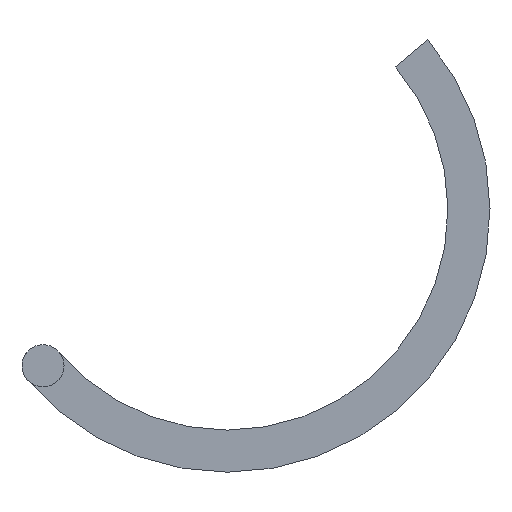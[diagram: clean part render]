
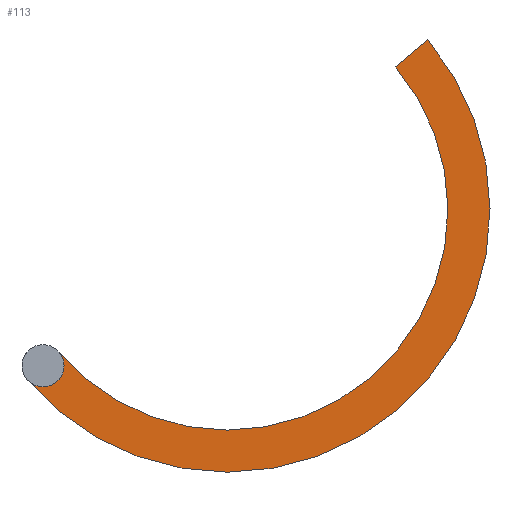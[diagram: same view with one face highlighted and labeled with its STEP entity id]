
A CAD part, front view. The second image highlights one B-rep face of the part: STEP entity #113.
In plain terms, the highlighted planar face has unit normal (0, -1, 0).
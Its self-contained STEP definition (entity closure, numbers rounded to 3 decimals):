
#3 = ORIENTED_EDGE ( 'NONE', *, *, #284, .F. ) ;
#6 = AXIS2_PLACEMENT_3D ( 'NONE', #67, #41, #14 ) ;
#9 = DIRECTION ( 'NONE',  ( 0., 0., 1. ) ) ;
#14 = DIRECTION ( 'NONE',  ( 0., 0., 1. ) ) ;
#16 = DIRECTION ( 'NONE',  ( 0., -1., 0. ) ) ;
#18 = DIRECTION ( 'NONE',  ( 0., -1., 0. ) ) ;
#30 = CIRCLE ( 'NONE', #296, 3. ) ;
#35 = CARTESIAN_POINT ( 'NONE',  ( 26.285, 0., -15.18 ) ) ;
#41 = DIRECTION ( 'NONE',  ( 0., 1., 0. ) ) ;
#42 = CIRCLE ( 'NONE', #341, 37.453 ) ;
#44 = CARTESIAN_POINT ( 'NONE',  ( -2.289, 0., -1.939 ) ) ;
#46 = CARTESIAN_POINT ( 'NONE',  ( 26.285, 0., 22.273 ) ) ;
#49 = VERTEX_POINT ( 'NONE', #35 ) ;
#51 = CIRCLE ( 'NONE', #70, 31.453 ) ;
#54 = ORIENTED_EDGE ( 'NONE', *, *, #292, .F. ) ;
#56 = CIRCLE ( 'NONE', #326, 31.453 ) ;
#62 = LINE ( 'NONE', #176, #271 ) ;
#66 = DIRECTION ( 'NONE',  ( 0.763, 0., 0.646 ) ) ;
#67 = CARTESIAN_POINT ( 'NONE',  ( 26.285, 0., 22.273 ) ) ;
#70 = AXIS2_PLACEMENT_3D ( 'NONE', #275, #339, #9 ) ;
#71 = DIRECTION ( 'NONE',  ( 0., 0., 1. ) ) ;
#84 = VERTEX_POINT ( 'NONE', #307 ) ;
#113 = ADVANCED_FACE ( 'NONE', ( #207 ), #125, .F. ) ;
#114 = ORIENTED_EDGE ( 'NONE', *, *, #144, .F. ) ;
#116 = EDGE_CURVE ( 'NONE', #49, #238, #168, .T. ) ;
#125 = PLANE ( 'NONE',  #156 ) ;
#126 = CARTESIAN_POINT ( 'NONE',  ( 0., 0., -3. ) ) ;
#137 = DIRECTION ( 'NONE',  ( 0., -1., 0. ) ) ;
#142 = VERTEX_POINT ( 'NONE', #365 ) ;
#144 = EDGE_CURVE ( 'NONE', #358, #325, #30, .T. ) ;
#150 = EDGE_CURVE ( 'NONE', #325, #200, #51, .T. ) ;
#152 = DIRECTION ( 'NONE',  ( 0., 1., 0. ) ) ;
#155 = CARTESIAN_POINT ( 'NONE',  ( 39.428, 0., 33.409 ) ) ;
#156 = AXIS2_PLACEMENT_3D ( 'NONE', #155, #152, #71 ) ;
#164 = DIRECTION ( 'NONE',  ( 0., 1., 0. ) ) ;
#165 = DIRECTION ( 'NONE',  ( 0., 0., -1. ) ) ;
#168 = CIRCLE ( 'NONE', #6, 37.453 ) ;
#176 = CARTESIAN_POINT ( 'NONE',  ( 39.428, 0., 33.409 ) ) ;
#178 = CARTESIAN_POINT ( 'NONE',  ( 26.285, 0., -9.18 ) ) ;
#179 = EDGE_CURVE ( 'NONE', #142, #84, #62, .T. ) ;
#189 = DIRECTION ( 'NONE',  ( 0., 0., 1. ) ) ;
#200 = VERTEX_POINT ( 'NONE', #178 ) ;
#205 = ORIENTED_EDGE ( 'NONE', *, *, #150, .F. ) ;
#207 = FACE_OUTER_BOUND ( 'NONE', #330, .T. ) ;
#216 = DIRECTION ( 'NONE',  ( 0., 0., -1. ) ) ;
#218 = EDGE_CURVE ( 'NONE', #200, #142, #56, .T. ) ;
#221 = CIRCLE ( 'NONE', #349, 3. ) ;
#224 = CARTESIAN_POINT ( 'NONE',  ( 2.289, 0., 1.939 ) ) ;
#231 = ORIENTED_EDGE ( 'NONE', *, *, #179, .F. ) ;
#238 = VERTEX_POINT ( 'NONE', #44 ) ;
#254 = CARTESIAN_POINT ( 'NONE',  ( 0., 0., 0. ) ) ;
#255 = ORIENTED_EDGE ( 'NONE', *, *, #116, .F. ) ;
#271 = VECTOR ( 'NONE', #66, 1000. ) ;
#275 = CARTESIAN_POINT ( 'NONE',  ( 26.285, 0., 22.273 ) ) ;
#282 = CARTESIAN_POINT ( 'NONE',  ( 0., 0., 0. ) ) ;
#284 = EDGE_CURVE ( 'NONE', #84, #49, #42, .T. ) ;
#292 = EDGE_CURVE ( 'NONE', #238, #358, #221, .T. ) ;
#296 = AXIS2_PLACEMENT_3D ( 'NONE', #282, #16, #216 ) ;
#297 = ORIENTED_EDGE ( 'NONE', *, *, #218, .F. ) ;
#307 = CARTESIAN_POINT ( 'NONE',  ( 54.859, 0., 46.485 ) ) ;
#317 = DIRECTION ( 'NONE',  ( 0., 0., 1. ) ) ;
#325 = VERTEX_POINT ( 'NONE', #224 ) ;
#326 = AXIS2_PLACEMENT_3D ( 'NONE', #377, #18, #189 ) ;
#330 = EDGE_LOOP ( 'NONE', ( #231, #297, #205, #114, #54, #255, #3 ) ) ;
#339 = DIRECTION ( 'NONE',  ( 0., -1., 0. ) ) ;
#341 = AXIS2_PLACEMENT_3D ( 'NONE', #46, #164, #317 ) ;
#349 = AXIS2_PLACEMENT_3D ( 'NONE', #254, #137, #165 ) ;
#358 = VERTEX_POINT ( 'NONE', #126 ) ;
#365 = CARTESIAN_POINT ( 'NONE',  ( 50.282, 0., 42.606 ) ) ;
#377 = CARTESIAN_POINT ( 'NONE',  ( 26.285, 0., 22.273 ) ) ;
